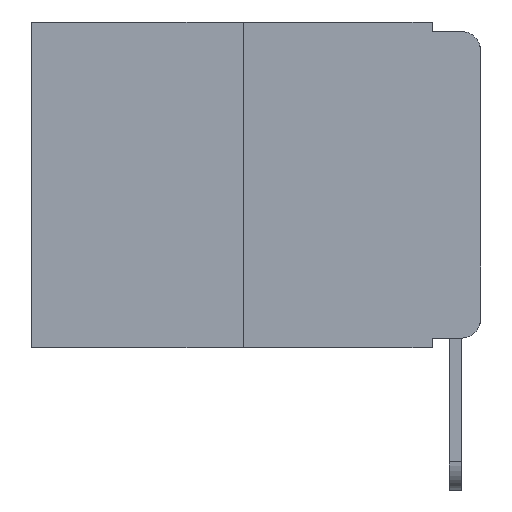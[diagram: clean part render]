
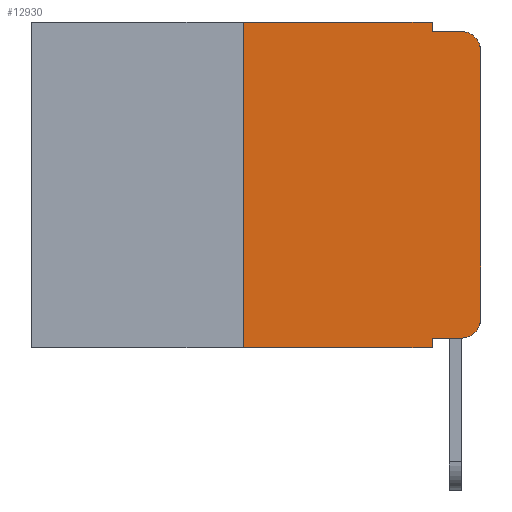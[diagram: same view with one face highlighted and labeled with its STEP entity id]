
A CAD part, left-side view. The second image highlights one B-rep face of the part: STEP entity #12930.
In plain terms, the highlighted planar face has unit normal (-1, 0, 0).
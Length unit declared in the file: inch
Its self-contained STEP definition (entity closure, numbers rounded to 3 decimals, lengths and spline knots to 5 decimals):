
#49 = DIRECTION ( 'NONE',  ( 0., -1., 0. ) ) ;
#642 = VERTEX_POINT ( 'NONE', #1538 ) ;
#708 = LINE ( 'NONE', #14729, #8578 ) ;
#1143 = ORIENTED_EDGE ( 'NONE', *, *, #12585, .T. ) ;
#1203 = PLANE ( 'NONE',  #12270 ) ;
#1469 = CARTESIAN_POINT ( 'NONE',  ( 0., 0.02, -0.333 ) ) ;
#1538 = CARTESIAN_POINT ( 'NONE',  ( 0., 0.02, -0.01 ) ) ;
#1581 = ORIENTED_EDGE ( 'NONE', *, *, #14236, .T. ) ;
#1712 = LINE ( 'NONE', #10338, #9457 ) ;
#1890 = VECTOR ( 'NONE', #12877, 39.37008 ) ;
#2434 = CARTESIAN_POINT ( 'NONE',  ( 0., 0.051, 0. ) ) ;
#2781 = CARTESIAN_POINT ( 'NONE',  ( 0., 0.473, 0. ) ) ;
#2797 = EDGE_CURVE ( 'NONE', #10955, #13131, #13295, .T. ) ;
#3008 = VERTEX_POINT ( 'NONE', #14930 ) ;
#3164 = CARTESIAN_POINT ( 'NONE',  ( 0., 0., 0. ) ) ;
#3776 = EDGE_CURVE ( 'NONE', #3008, #6373, #12138, .T. ) ;
#4295 = DIRECTION ( 'NONE',  ( 0., 0., -1. ) ) ;
#4577 = VERTEX_POINT ( 'NONE', #8339 ) ;
#4721 = CARTESIAN_POINT ( 'NONE',  ( 0., 0.02, -0.03 ) ) ;
#4916 = VECTOR ( 'NONE', #15985, 39.37008 ) ;
#5478 = LINE ( 'NONE', #13773, #9219 ) ;
#5876 = LINE ( 'NONE', #15008, #15805 ) ;
#5877 = EDGE_CURVE ( 'NONE', #6362, #6373, #6006, .T. ) ;
#5921 = LINE ( 'NONE', #10971, #15466 ) ;
#5943 = DIRECTION ( 'NONE',  ( 0., 0., -1. ) ) ;
#6006 = LINE ( 'NONE', #16077, #12663 ) ;
#6191 = DIRECTION ( 'NONE',  ( 0., 0., -1. ) ) ;
#6362 = VERTEX_POINT ( 'NONE', #12329 ) ;
#6373 = VERTEX_POINT ( 'NONE', #7092 ) ;
#7011 = DIRECTION ( 'NONE',  ( 0., 0., 1. ) ) ;
#7092 = CARTESIAN_POINT ( 'NONE',  ( 0., 0.051, -0.343 ) ) ;
#7132 = EDGE_CURVE ( 'NONE', #14659, #10505, #1712, .T. ) ;
#7784 = CIRCLE ( 'NONE', #8702, 0.02 ) ;
#8114 = FACE_OUTER_BOUND ( 'NONE', #8336, .T. ) ;
#8214 = EDGE_CURVE ( 'NONE', #10505, #4577, #5478, .T. ) ;
#8246 = CARTESIAN_POINT ( 'NONE',  ( 0., 0.02, -0.313 ) ) ;
#8336 = EDGE_LOOP ( 'NONE', ( #14396, #14772, #14876, #15159, #15462, #16693, #17390, #17503, #1143, #1581 ) ) ;
#8339 = CARTESIAN_POINT ( 'NONE',  ( 0., 0.051, -0.01 ) ) ;
#8578 = VECTOR ( 'NONE', #7011, 39.37008 ) ;
#8702 = AXIS2_PLACEMENT_3D ( 'NONE', #8246, #16985, #9606 ) ;
#9219 = VECTOR ( 'NONE', #5943, 39.37008 ) ;
#9457 = VECTOR ( 'NONE', #49, 39.37008 ) ;
#9606 = DIRECTION ( 'NONE',  ( 0., 0., -1. ) ) ;
#9816 = CARTESIAN_POINT ( 'NONE',  ( 0., 0.25, 0. ) ) ;
#10338 = CARTESIAN_POINT ( 'NONE',  ( 0., 0.473, 0. ) ) ;
#10505 = VERTEX_POINT ( 'NONE', #2434 ) ;
#10748 = EDGE_CURVE ( 'NONE', #3008, #14659, #708, .T. ) ;
#10955 = VERTEX_POINT ( 'NONE', #15105 ) ;
#10971 = CARTESIAN_POINT ( 'NONE',  ( 0., 0.051, -0.01 ) ) ;
#11223 = DIRECTION ( 'NONE',  ( 0., 0., -1. ) ) ;
#11471 = EDGE_CURVE ( 'NONE', #4577, #642, #5921, .T. ) ;
#11528 = CARTESIAN_POINT ( 'NONE',  ( 0., 0., -0.03 ) ) ;
#11764 = AXIS2_PLACEMENT_3D ( 'NONE', #4721, #14025, #6191 ) ;
#12138 = LINE ( 'NONE', #16029, #4916 ) ;
#12185 = DIRECTION ( 'NONE',  ( 0., -1., 0. ) ) ;
#12270 = AXIS2_PLACEMENT_3D ( 'NONE', #2781, #12447, #4295 ) ;
#12329 = CARTESIAN_POINT ( 'NONE',  ( 0., 0.051, -0.333 ) ) ;
#12447 = DIRECTION ( 'NONE',  ( 1., 0., 0. ) ) ;
#12585 = EDGE_CURVE ( 'NONE', #6362, #15447, #5876, .T. ) ;
#12663 = VECTOR ( 'NONE', #11223, 39.37008 ) ;
#12877 = DIRECTION ( 'NONE',  ( 0., 0., 1. ) ) ;
#12930 = ADVANCED_FACE ( 'NONE', ( #8114 ), #1203, .F. ) ;
#13131 = VERTEX_POINT ( 'NONE', #11528 ) ;
#13295 = LINE ( 'NONE', #3164, #1890 ) ;
#13773 = CARTESIAN_POINT ( 'NONE',  ( 0., 0.051, 0. ) ) ;
#14025 = DIRECTION ( 'NONE',  ( -1., 0., 0. ) ) ;
#14236 = EDGE_CURVE ( 'NONE', #15447, #10955, #7784, .T. ) ;
#14396 = ORIENTED_EDGE ( 'NONE', *, *, #2797, .T. ) ;
#14659 = VERTEX_POINT ( 'NONE', #9816 ) ;
#14729 = CARTESIAN_POINT ( 'NONE',  ( 0., 0.25, 0. ) ) ;
#14772 = ORIENTED_EDGE ( 'NONE', *, *, #15519, .T. ) ;
#14876 = ORIENTED_EDGE ( 'NONE', *, *, #11471, .F. ) ;
#14930 = CARTESIAN_POINT ( 'NONE',  ( 0., 0.25, -0.343 ) ) ;
#15008 = CARTESIAN_POINT ( 'NONE',  ( 0., 0.051, -0.333 ) ) ;
#15105 = CARTESIAN_POINT ( 'NONE',  ( 0., 0., -0.313 ) ) ;
#15159 = ORIENTED_EDGE ( 'NONE', *, *, #8214, .F. ) ;
#15354 = DIRECTION ( 'NONE',  ( 0., -1., 0. ) ) ;
#15447 = VERTEX_POINT ( 'NONE', #1469 ) ;
#15462 = ORIENTED_EDGE ( 'NONE', *, *, #7132, .F. ) ;
#15466 = VECTOR ( 'NONE', #12185, 39.37008 ) ;
#15519 = EDGE_CURVE ( 'NONE', #13131, #642, #15663, .T. ) ;
#15663 = CIRCLE ( 'NONE', #11764, 0.02 ) ;
#15805 = VECTOR ( 'NONE', #15354, 39.37008 ) ;
#15985 = DIRECTION ( 'NONE',  ( 0., -1., 0. ) ) ;
#16029 = CARTESIAN_POINT ( 'NONE',  ( 0., 0.473, -0.343 ) ) ;
#16077 = CARTESIAN_POINT ( 'NONE',  ( 0., 0.051, 0. ) ) ;
#16693 = ORIENTED_EDGE ( 'NONE', *, *, #10748, .F. ) ;
#16985 = DIRECTION ( 'NONE',  ( -1., 0., 0. ) ) ;
#17390 = ORIENTED_EDGE ( 'NONE', *, *, #3776, .T. ) ;
#17503 = ORIENTED_EDGE ( 'NONE', *, *, #5877, .F. ) ;
